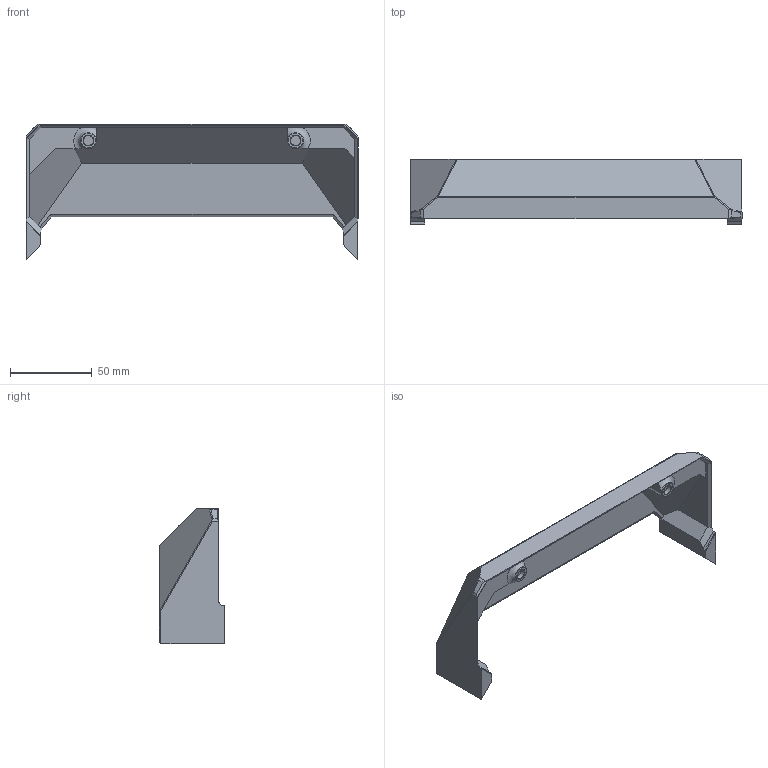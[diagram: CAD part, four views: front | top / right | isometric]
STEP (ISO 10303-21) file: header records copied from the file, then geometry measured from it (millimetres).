
FILE_DESCRIPTION(/* description */ (''),/* implementation_level */ '2;1');
FILE_NAME(/* name */ '[a]_cover_ramp_n3mi_Hexa_distro_fusion_v2.step',/* time_stamp */ '2025-11-23T21:32:08+01:00',/* author */ (''),/* organization */ (''),/* preprocessor_version */ 'ST-DEVELOPER v20.1',/* originating_system */ 'Autodesk Translation Framework v14.21.0.0',/* authorisation */ '');
FILE_SCHEMA (('AUTOMOTIVE_DESIGN { 1 0 10303 214 3 1 1 }'));
Length unit declared in the file: millimetre
Products named in the file (1): cover_ramp
Bounding box: 203.6 x 40.2 x 83.09 mm (x, y, z)
Volume: 70000.2 mm3; surface area: 42095.5 mm2
Topology: 1 solids, 1 shells, 113 faces, 300 edges, 193 vertices
Faces by surface type: plane 99, cylinder 6, cone 6, torus 2
Full cylindrical faces by diameter (mm): 6.1 x4
Entity records: 3524 total; most frequent: CARTESIAN_POINT 675, ORIENTED_EDGE 600, DIRECTION 546, EDGE_CURVE 300, LINE 266, VECTOR 266, VERTEX_POINT 193, AXIS2_PLACEMENT_3D 140
